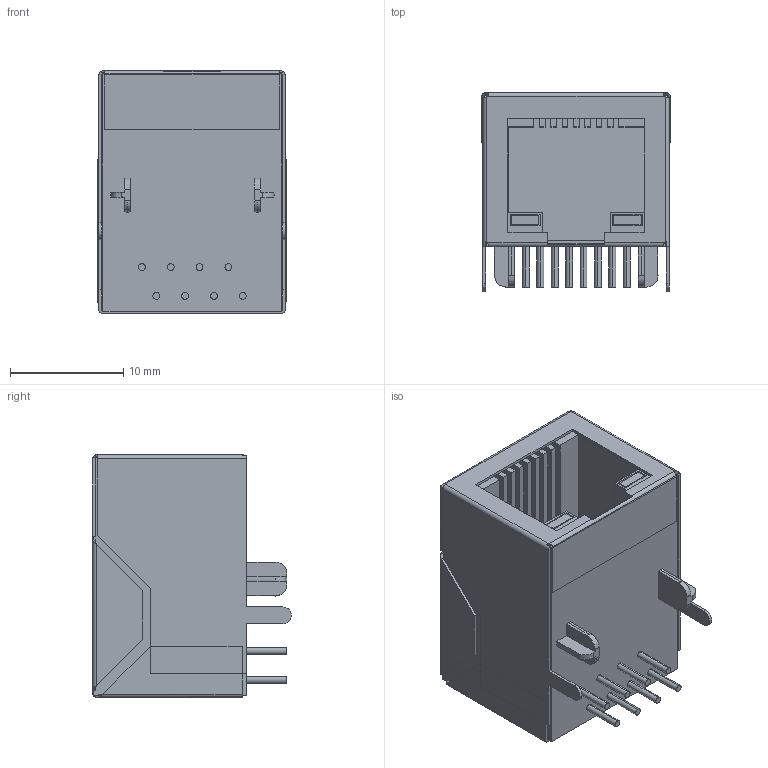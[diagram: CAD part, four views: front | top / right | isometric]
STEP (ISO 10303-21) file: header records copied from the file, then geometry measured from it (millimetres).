
FILE_DESCRIPTION (( 'STEP AP214' ), '1' );
FILE_NAME ('User Library-RJ45-01-J0011D01BNL.STEP', '2015-07-28T12:17:35', ( 'Windows User' ), ( '' ), 'SwSTEP 2.0', 'SolidWorks 2015', '' );
FILE_SCHEMA (( 'AUTOMOTIVE_DESIGN' ));
Length unit declared in the file: millimetre
Products named in the file (3): User Library-RJ45-01-J0011D01BNL_Shield_1; User Library-RJ45-01-J0011D01BNL_body_1; User Library-RJ45-01-J0011D01BNL
Assembly tree (2 placements, depth 2):
  User Library-RJ45-01-J0011D01BNL
    User Library-RJ45-01-J0011D01BNL_body_1
    User Library-RJ45-01-J0011D01BNL_Shield_1
Bounding box: 16.6 x 17.51 x 21.35 mm (x, y, z)
Volume: 3701.6 mm3; surface area: 5139 mm2
Topology: 2 solids, 2 shells, 259 faces, 677 edges, 431 vertices
Faces by surface type: plane 163, cylinder 68, bspline 28
Entity records: 11501 total; most frequent: CARTESIAN_POINT 2302, ORIENTED_EDGE 1354, DIRECTION 1207, EDGE_CURVE 677, LINE 495, VECTOR 495, VERTEX_POINT 431, AXIS2_PLACEMENT_3D 356
